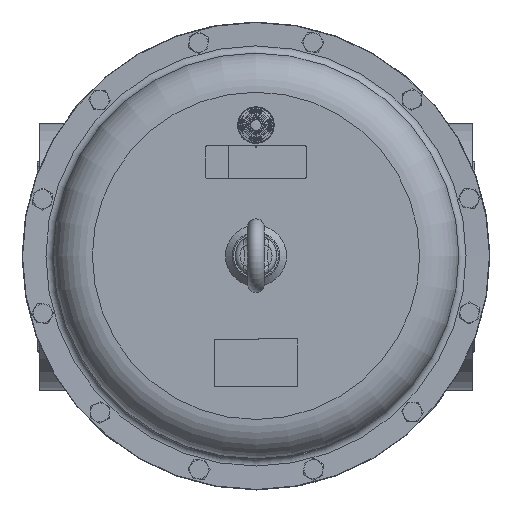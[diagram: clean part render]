
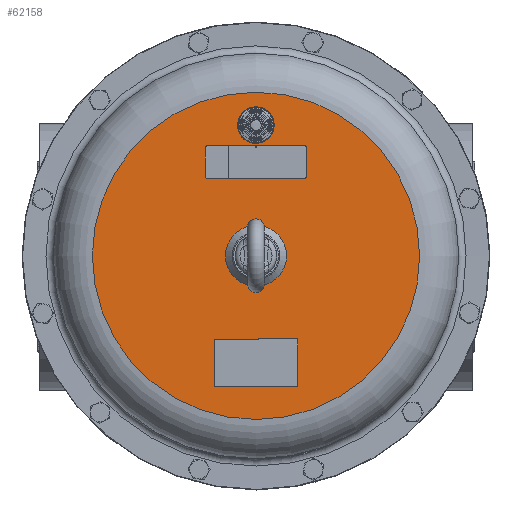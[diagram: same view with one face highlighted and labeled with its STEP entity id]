
A CAD part, top view. The second image highlights one B-rep face of the part: STEP entity #62158.
In plain terms, the highlighted planar face has unit normal (0, 0, 1).
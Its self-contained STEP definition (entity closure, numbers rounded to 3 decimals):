
#2647=FACE_BOUND('',#9393,.T.);
#2648=FACE_BOUND('',#9394,.T.);
#2649=FACE_BOUND('',#9395,.T.);
#2650=FACE_BOUND('',#9396,.T.);
#5651=FACE_OUTER_BOUND('',#9392,.T.);
#9392=EDGE_LOOP('',(#39917));
#9393=EDGE_LOOP('',(#39918));
#9394=EDGE_LOOP('',(#39919,#39920,#39921,#39922,#39923,#39924,#39925,#39926));
#9395=EDGE_LOOP('',(#39927,#39928,#39929,#39930));
#9396=EDGE_LOOP('',(#39931));
#13210=CIRCLE('',#65737,137.75);
#13227=CIRCLE('',#65762,14.);
#13230=CIRCLE('',#65766,25.657);
#13387=CIRCLE('',#66158,2.);
#13388=CIRCLE('',#66161,2.);
#13389=CIRCLE('',#66164,2.);
#13390=CIRCLE('',#66167,2.);
#16307=LINE('',#92241,#19901);
#16311=LINE('',#92250,#19905);
#16314=LINE('',#92258,#19908);
#16317=LINE('',#92266,#19911);
#16319=LINE('',#92273,#19913);
#16322=LINE('',#92278,#19916);
#16324=LINE('',#92282,#19918);
#16326=LINE('',#92285,#19920);
#19901=VECTOR('',#73444,1000.);
#19905=VECTOR('',#73454,1000.);
#19908=VECTOR('',#73463,1000.);
#19911=VECTOR('',#73472,1000.);
#19913=VECTOR('',#73480,1000.);
#19916=VECTOR('',#73485,1000.);
#19918=VECTOR('',#73489,1000.);
#19920=VECTOR('',#73493,1000.);
#23464=VERTEX_POINT('',#89833);
#23495=VERTEX_POINT('',#89902);
#23498=VERTEX_POINT('',#89910);
#23835=VERTEX_POINT('',#92239);
#23836=VERTEX_POINT('',#92240);
#23837=VERTEX_POINT('',#92245);
#23838=VERTEX_POINT('',#92249);
#23839=VERTEX_POINT('',#92253);
#23840=VERTEX_POINT('',#92257);
#23841=VERTEX_POINT('',#92261);
#23842=VERTEX_POINT('',#92265);
#23843=VERTEX_POINT('',#92271);
#23844=VERTEX_POINT('',#92272);
#23845=VERTEX_POINT('',#92277);
#23846=VERTEX_POINT('',#92281);
#29338=EDGE_CURVE('',#23464,#23464,#13210,.T.);
#29371=EDGE_CURVE('',#23495,#23495,#13227,.T.);
#29375=EDGE_CURVE('',#23498,#23498,#13230,.T.);
#29900=EDGE_CURVE('',#23835,#23836,#16307,.T.);
#29903=EDGE_CURVE('',#23836,#23837,#13387,.T.);
#29905=EDGE_CURVE('',#23837,#23838,#16311,.T.);
#29907=EDGE_CURVE('',#23838,#23839,#13388,.T.);
#29909=EDGE_CURVE('',#23839,#23840,#16314,.T.);
#29911=EDGE_CURVE('',#23840,#23841,#13389,.T.);
#29913=EDGE_CURVE('',#23841,#23842,#16317,.T.);
#29915=EDGE_CURVE('',#23842,#23835,#13390,.T.);
#29916=EDGE_CURVE('',#23843,#23844,#16319,.T.);
#29919=EDGE_CURVE('',#23844,#23845,#16322,.T.);
#29921=EDGE_CURVE('',#23845,#23846,#16324,.T.);
#29923=EDGE_CURVE('',#23846,#23843,#16326,.T.);
#39917=ORIENTED_EDGE('',*,*,#29338,.F.);
#39918=ORIENTED_EDGE('',*,*,#29375,.T.);
#39919=ORIENTED_EDGE('',*,*,#29915,.F.);
#39920=ORIENTED_EDGE('',*,*,#29913,.F.);
#39921=ORIENTED_EDGE('',*,*,#29911,.F.);
#39922=ORIENTED_EDGE('',*,*,#29909,.F.);
#39923=ORIENTED_EDGE('',*,*,#29907,.F.);
#39924=ORIENTED_EDGE('',*,*,#29905,.F.);
#39925=ORIENTED_EDGE('',*,*,#29903,.F.);
#39926=ORIENTED_EDGE('',*,*,#29900,.F.);
#39927=ORIENTED_EDGE('',*,*,#29923,.F.);
#39928=ORIENTED_EDGE('',*,*,#29921,.F.);
#39929=ORIENTED_EDGE('',*,*,#29919,.F.);
#39930=ORIENTED_EDGE('',*,*,#29916,.F.);
#39931=ORIENTED_EDGE('',*,*,#29371,.T.);
#56808=PLANE('',#66202);
#62158=ADVANCED_FACE('',(#5651,#2647,#2648,#2649,#2650),#56808,.F.);
#65737=AXIS2_PLACEMENT_3D('',#89835,#72441,#72442);
#65762=AXIS2_PLACEMENT_3D('',#89903,#72503,#72504);
#65766=AXIS2_PLACEMENT_3D('',#89911,#72512,#72513);
#66158=AXIS2_PLACEMENT_3D('',#92246,#73449,#73450);
#66161=AXIS2_PLACEMENT_3D('',#92254,#73458,#73459);
#66164=AXIS2_PLACEMENT_3D('',#92262,#73467,#73468);
#66167=AXIS2_PLACEMENT_3D('',#92269,#73476,#73477);
#66202=AXIS2_PLACEMENT_3D('',#92356,#73588,#73589);
#72441=DIRECTION('center_axis',(0.,0.,
-1.));
#72442=DIRECTION('ref_axis',(-1.,-0.001,0.));
#72503=DIRECTION('center_axis',(0.,0.,
-1.));
#72504=DIRECTION('ref_axis',(-1.,-0.001,0.));
#72512=DIRECTION('center_axis',(0.,0.,
-1.));
#72513=DIRECTION('ref_axis',(-1.,-0.001,0.));
#73444=DIRECTION('',(-0.001,1.,0.));
#73449=DIRECTION('center_axis',(0.,0.,
1.));
#73450=DIRECTION('ref_axis',(1.,0.001,0.));
#73454=DIRECTION('',(-1.,-0.001,0.));
#73458=DIRECTION('center_axis',(0.,0.,
1.));
#73459=DIRECTION('ref_axis',(1.,0.001,0.));
#73463=DIRECTION('',(0.001,-1.,0.));
#73467=DIRECTION('center_axis',(0.,0.,
1.));
#73468=DIRECTION('ref_axis',(1.,0.001,0.));
#73472=DIRECTION('',(1.,0.001,0.));
#73476=DIRECTION('center_axis',(0.,0.,
1.));
#73477=DIRECTION('ref_axis',(1.,0.001,0.));
#73480=DIRECTION('',(-1.,-0.001,0.));
#73485=DIRECTION('',(0.001,-1.,0.));
#73489=DIRECTION('',(1.,0.001,0.));
#73493=DIRECTION('',(-0.001,1.,0.));
#73588=DIRECTION('center_axis',(0.,0.,
-1.));
#73589=DIRECTION('ref_axis',(-1.,-0.001,0.));
#89833=CARTESIAN_POINT('',(137.75,0.196,493.));
#89835=CARTESIAN_POINT('Origin',(0.,0.,
493.));
#89902=CARTESIAN_POINT('',(13.843,110.02,493.));
#89903=CARTESIAN_POINT('Origin',(-0.157,110.,493.));
#89910=CARTESIAN_POINT('',(25.657,0.037,493.));
#89911=CARTESIAN_POINT('Origin',(0.,0.,
493.));
#92239=CARTESIAN_POINT('',(42.405,67.06,493.));
#92240=CARTESIAN_POINT('',(42.37,91.06,493.));
#92241=CARTESIAN_POINT('',(42.405,67.06,493.));
#92245=CARTESIAN_POINT('',(40.368,93.058,493.));
#92246=CARTESIAN_POINT('Origin',(40.37,91.058,493.));
#92249=CARTESIAN_POINT('',(-40.632,92.942,493.));
#92250=CARTESIAN_POINT('',(40.368,93.058,493.));
#92253=CARTESIAN_POINT('',(-42.63,90.939,493.));
#92254=CARTESIAN_POINT('Origin',(-40.63,90.942,493.));
#92257=CARTESIAN_POINT('',(-42.595,66.939,493.));
#92258=CARTESIAN_POINT('',(-42.595,66.939,493.));
#92261=CARTESIAN_POINT('',(-40.593,64.942,493.));
#92262=CARTESIAN_POINT('Origin',(-40.595,66.942,493.));
#92265=CARTESIAN_POINT('',(40.407,65.058,493.));
#92266=CARTESIAN_POINT('',(40.407,65.058,493.));
#92269=CARTESIAN_POINT('Origin',(40.405,67.058,493.));
#92271=CARTESIAN_POINT('',(35.1,-69.95,493.));
#92272=CARTESIAN_POINT('',(-34.9,-70.05,493.));
#92273=CARTESIAN_POINT('',(35.1,-69.95,493.));
#92277=CARTESIAN_POINT('',(-34.843,-110.05,493.));
#92278=CARTESIAN_POINT('',(-34.9,-70.05,493.));
#92281=CARTESIAN_POINT('',(35.157,-109.95,493.));
#92282=CARTESIAN_POINT('',(35.157,-109.95,493.));
#92285=CARTESIAN_POINT('',(35.1,-69.95,493.));
#92356=CARTESIAN_POINT('Origin',(0.,0.,
493.));
